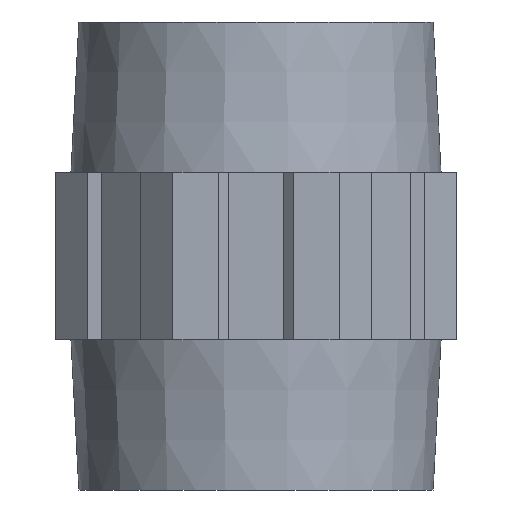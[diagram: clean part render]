
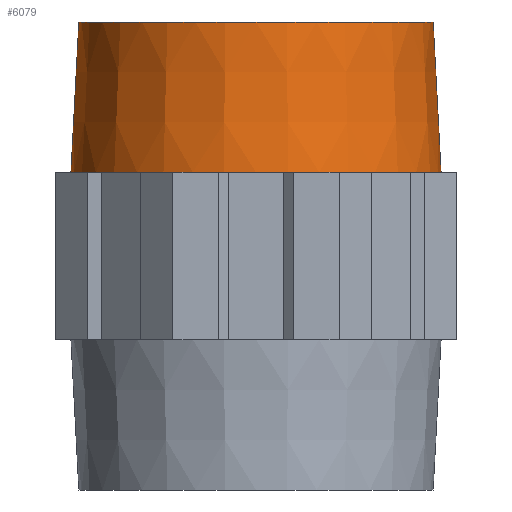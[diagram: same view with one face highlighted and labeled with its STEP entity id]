
A CAD part, front view. The second image highlights one B-rep face of the part: STEP entity #6079.
In plain terms, the highlighted conical face has half-angle 3 degrees and reference radius 26.5 mm.
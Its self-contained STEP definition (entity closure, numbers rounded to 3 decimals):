
#812=FACE_OUTER_BOUND('',#1156,.T.);
#1156=EDGE_LOOP('',(#5465,#5466,#5467,#5468));
#1755=LINE('',#12993,#2419);
#2419=VECTOR('',#7437,26.5);
#2559=CIRCLE('',#6365,26.5);
#2560=CIRCLE('',#6370,27.679);
#3064=VERTEX_POINT('',#12985);
#3065=VERTEX_POINT('',#12991);
#3893=EDGE_CURVE('',#3064,#3064,#2559,.T.);
#3894=EDGE_CURVE('',#3065,#3065,#2560,.T.);
#3895=EDGE_CURVE('',#3065,#3064,#1755,.T.);
#5465=ORIENTED_EDGE('',*,*,#3894,.F.);
#5466=ORIENTED_EDGE('',*,*,#3895,.T.);
#5467=ORIENTED_EDGE('',*,*,#3893,.F.);
#5468=ORIENTED_EDGE('',*,*,#3895,.F.);
#5808=CONICAL_SURFACE('',#6369,26.5,0.052);
#6079=ADVANCED_FACE('',(#812),#5808,.T.);
#6365=AXIS2_PLACEMENT_3D('',#12986,#7425,#7426);
#6369=AXIS2_PLACEMENT_3D('',#12990,#7433,#7434);
#6370=AXIS2_PLACEMENT_3D('',#12992,#7435,#7436);
#7425=DIRECTION('center_axis',(0.,0.,1.));
#7426=DIRECTION('ref_axis',(1.,0.,0.));
#7433=DIRECTION('center_axis',(0.,0.,-1.));
#7434=DIRECTION('ref_axis',(1.,0.,0.));
#7435=DIRECTION('center_axis',(0.,0.,-1.));
#7436=DIRECTION('ref_axis',(1.,0.,0.));
#7437=DIRECTION('',(0.052,0.,0.999));
#12985=CARTESIAN_POINT('',(-26.5,0.,70.));
#12986=CARTESIAN_POINT('Origin',(0.,0.,70.));
#12990=CARTESIAN_POINT('Origin',(0.,0.,70.));
#12991=CARTESIAN_POINT('',(-27.679,0.,47.5));
#12992=CARTESIAN_POINT('Origin',(0.,0.,47.5));
#12993=CARTESIAN_POINT('',(-26.5,0.,70.));
